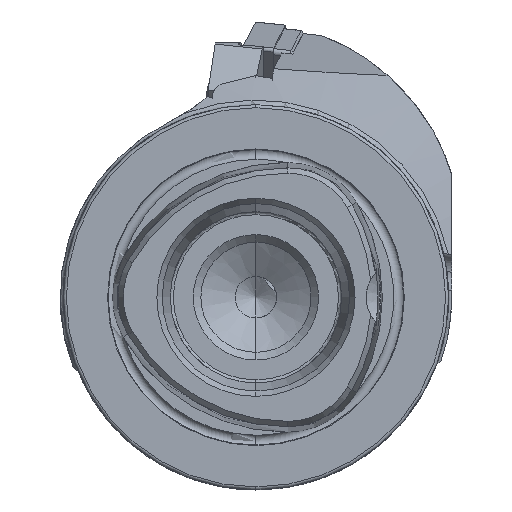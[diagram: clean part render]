
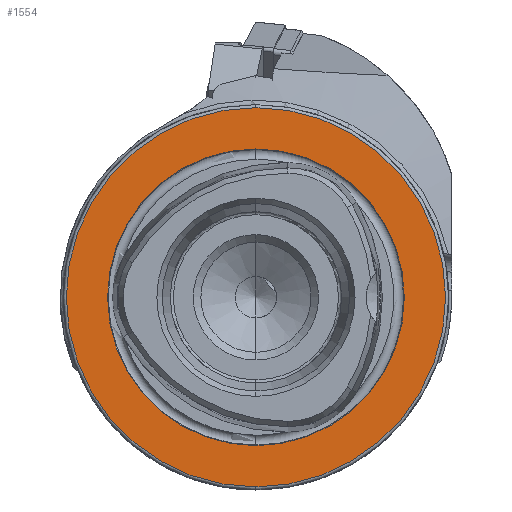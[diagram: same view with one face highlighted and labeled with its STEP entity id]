
A CAD part, left-side view. The second image highlights one B-rep face of the part: STEP entity #1554.
In plain terms, the highlighted planar face has unit normal (-1, 0, 0).
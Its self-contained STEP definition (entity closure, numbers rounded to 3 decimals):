
#78 = VERTEX_POINT ( 'NONE', #8316 ) ;
#867 = EDGE_CURVE ( 'NONE', #78, #9607, #2445, .T. ) ;
#1284 = FACE_OUTER_BOUND ( 'NONE', #8988, .T. ) ;
#1294 = AXIS2_PLACEMENT_3D ( 'NONE', #2603, #3624, #11739 ) ;
#1530 = DIRECTION ( 'NONE',  ( -1., 0., 0. ) ) ;
#1554 = ADVANCED_FACE ( 'NONE', ( #6564, #1284 ), #4542, .F. ) ;
#1800 = CARTESIAN_POINT ( 'NONE',  ( 0., 0., 24.25 ) ) ;
#1804 = ORIENTED_EDGE ( 'NONE', *, *, #3806, .F. ) ;
#1970 = AXIS2_PLACEMENT_3D ( 'NONE', #7024, #1530, #3240 ) ;
#2020 = EDGE_CURVE ( 'NONE', #9607, #78, #5845, .T. ) ;
#2445 = CIRCLE ( 'NONE', #1970, 31. ) ;
#2520 = ORIENTED_EDGE ( 'NONE', *, *, #867, .T. ) ;
#2601 = EDGE_LOOP ( 'NONE', ( #8943, #1804 ) ) ;
#2603 = CARTESIAN_POINT ( 'NONE',  ( 0., 24.25, 0. ) ) ;
#2715 = CARTESIAN_POINT ( 'NONE',  ( 0., 0., 0. ) ) ;
#3021 = CIRCLE ( 'NONE', #8528, 24.25 ) ;
#3039 = VERTEX_POINT ( 'NONE', #1800 ) ;
#3240 = DIRECTION ( 'NONE',  ( 0., 0., 1. ) ) ;
#3608 = DIRECTION ( 'NONE',  ( 0., 0., 1. ) ) ;
#3624 = DIRECTION ( 'NONE',  ( 1., 0., 0. ) ) ;
#3806 = EDGE_CURVE ( 'NONE', #6413, #3039, #4375, .T. ) ;
#4375 = CIRCLE ( 'NONE', #6597, 24.25 ) ;
#4542 = PLANE ( 'NONE',  #1294 ) ;
#5655 = CARTESIAN_POINT ( 'NONE',  ( 0., 0., -24.25 ) ) ;
#5736 = CARTESIAN_POINT ( 'NONE',  ( 0., 0., 31. ) ) ;
#5845 = CIRCLE ( 'NONE', #10421, 31. ) ;
#6413 = VERTEX_POINT ( 'NONE', #5655 ) ;
#6564 = FACE_BOUND ( 'NONE', #2601, .T. ) ;
#6597 = AXIS2_PLACEMENT_3D ( 'NONE', #8235, #9217, #8277 ) ;
#6922 = ORIENTED_EDGE ( 'NONE', *, *, #2020, .T. ) ;
#7024 = CARTESIAN_POINT ( 'NONE',  ( 0., 0., 0. ) ) ;
#7169 = CARTESIAN_POINT ( 'NONE',  ( 0., 0., 0. ) ) ;
#8235 = CARTESIAN_POINT ( 'NONE',  ( 0., 0., 0. ) ) ;
#8277 = DIRECTION ( 'NONE',  ( 0., 0., 1. ) ) ;
#8316 = CARTESIAN_POINT ( 'NONE',  ( 0., 0., -31. ) ) ;
#8528 = AXIS2_PLACEMENT_3D ( 'NONE', #7169, #11709, #10130 ) ;
#8943 = ORIENTED_EDGE ( 'NONE', *, *, #9376, .F. ) ;
#8988 = EDGE_LOOP ( 'NONE', ( #6922, #2520 ) ) ;
#9217 = DIRECTION ( 'NONE',  ( -1., 0., 0. ) ) ;
#9376 = EDGE_CURVE ( 'NONE', #3039, #6413, #3021, .T. ) ;
#9607 = VERTEX_POINT ( 'NONE', #5736 ) ;
#9990 = DIRECTION ( 'NONE',  ( -1., 0., 0. ) ) ;
#10130 = DIRECTION ( 'NONE',  ( 0., 0., 1. ) ) ;
#10421 = AXIS2_PLACEMENT_3D ( 'NONE', #2715, #9990, #3608 ) ;
#11709 = DIRECTION ( 'NONE',  ( -1., 0., 0. ) ) ;
#11739 = DIRECTION ( 'NONE',  ( 0., 0., -1. ) ) ;
